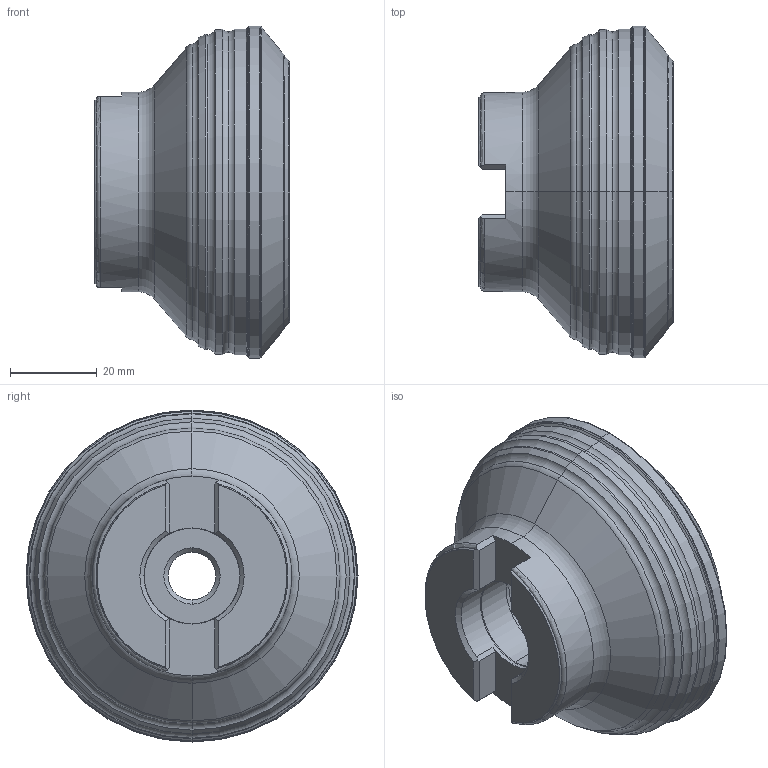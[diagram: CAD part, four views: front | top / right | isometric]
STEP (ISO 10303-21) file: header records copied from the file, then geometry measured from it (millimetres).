
FILE_DESCRIPTION (( 'STEP AP214' ), '1' );
FILE_NAME ('45PP-063-140-6.STEP', '2011-11-15T10:52:41', ( '' ), ( '' ), 'SwSTEP 2.0', 'SolidWorks 2010', '' );
FILE_SCHEMA (( 'AUTOMOTIVE_DESIGN' ));
Length unit declared in the file: millimetre
Products named in the file (1): 45PP-063-140-6
Bounding box: 45 x 76.6 x 76.6 mm (x, y, z)
Volume: 117725.7 mm3; surface area: 19728.5 mm2
Topology: 1 solids, 1 shells, 112 faces, 254 edges, 148 vertices
Faces by surface type: torus 38, cone 32, plane 26, cylinder 16
Entity records: 3198 total; most frequent: CARTESIAN_POINT 599, DIRECTION 598, ORIENTED_EDGE 508, AXIS2_PLACEMENT_3D 255, EDGE_CURVE 254, VERTEX_POINT 148, CIRCLE 142, EDGE_LOOP 118
